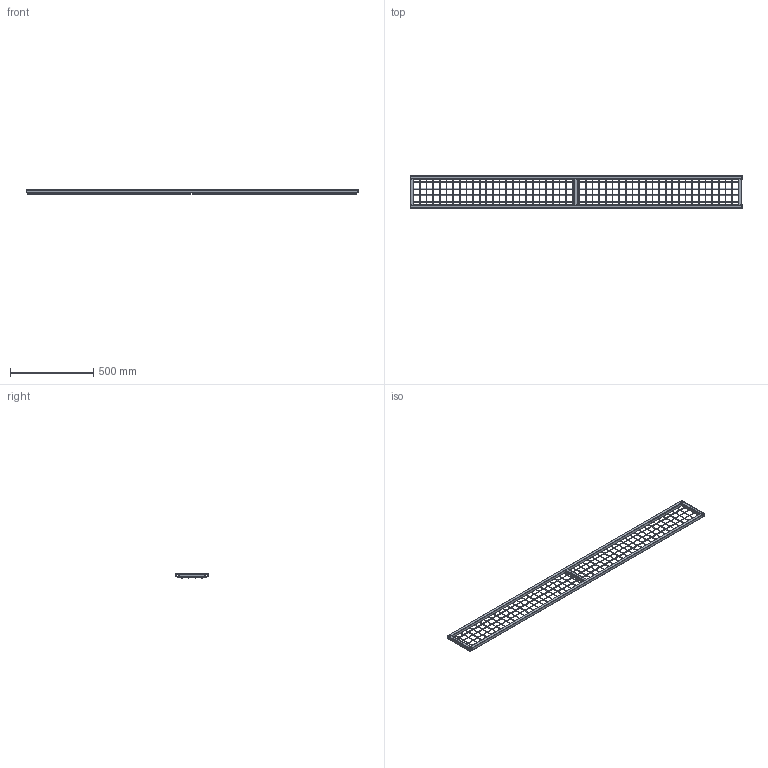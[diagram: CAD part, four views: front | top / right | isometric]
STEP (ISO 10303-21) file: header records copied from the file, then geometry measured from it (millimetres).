
FILE_DESCRIPTION (( 'STEP AP214' ), '1' );
FILE_NAME ('SRF_C_200_4_A.STEP', '2018-01-25T12:22:15', ( '' ), ( '' ), 'SwSTEP 2.0', 'SolidWorks 2018', '' );
FILE_SCHEMA (( 'AUTOMOTIVE_DESIGN' ));
Length unit declared in the file: millimetre
Products named in the file (1): SRF_C_200_4_A
Bounding box: 1999 x 195 x 28 mm (x, y, z)
Volume: 484413.4 mm3; surface area: 879538 mm2
Topology: 61 solids, 61 shells, 610 faces, 1404 edges, 936 vertices
Faces by surface type: cylinder 316, plane 294
Entity records: 24820 total; most frequent: DIRECTION 3258, CARTESIAN_POINT 2951, ORIENTED_EDGE 2808, EDGE_CURVE 1404, AXIS2_PLACEMENT_3D 1243, VERTEX_POINT 936, LINE 772, VECTOR 772
